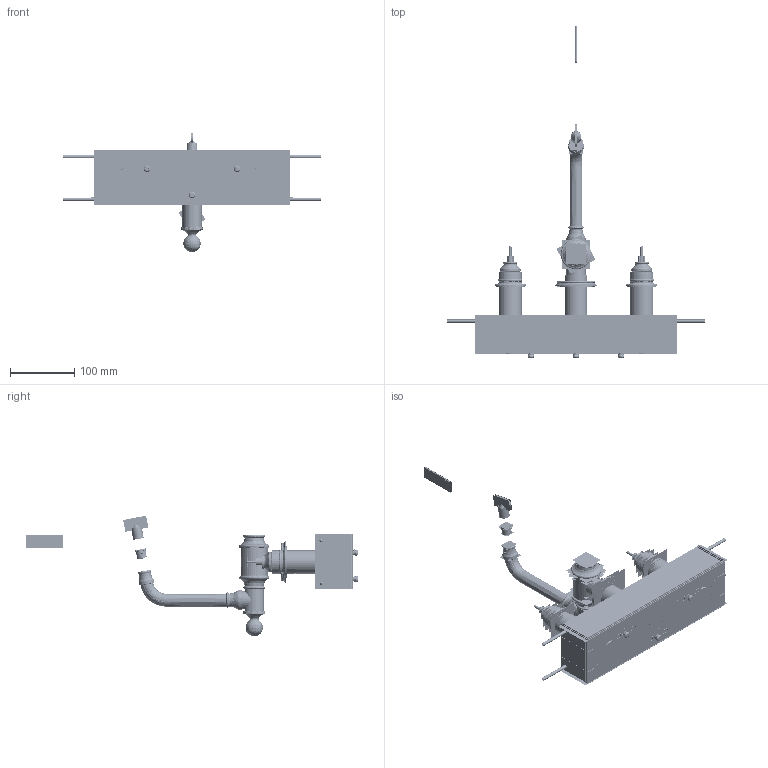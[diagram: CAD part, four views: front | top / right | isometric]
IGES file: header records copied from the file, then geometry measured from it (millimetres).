
Start section:  PTC IGES file: ARC 2016 CHR.igs
Global section: file name: ARC 2016 CHR.igs; native system: Pro/ENGINEER by Parametric Technology Corporation; preprocessor: 2009360; author: user33; organization: Unknown; date: 20200406.083356; units: millimetre
Bounding box: 402 x 515.17 x 187.15 mm (x, y, z)
Volume: 553345.7 mm3; surface area: 3701525.2 mm2
Topology: 96 solids, 177 shells, 8542 faces, 47642 edges, 63391 vertices
Faces by surface type: revolution 4644, bspline 3842, extrusion 56
